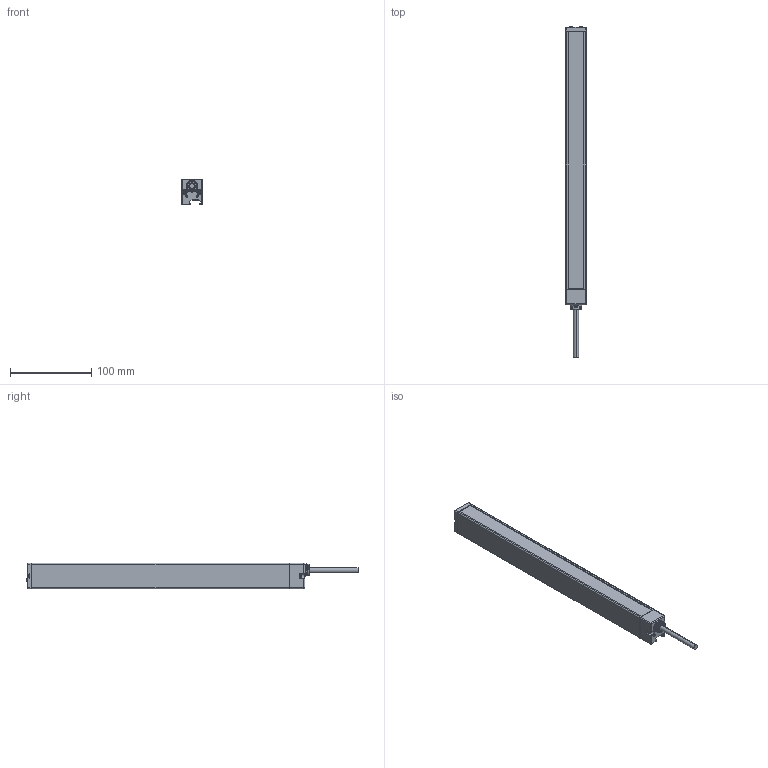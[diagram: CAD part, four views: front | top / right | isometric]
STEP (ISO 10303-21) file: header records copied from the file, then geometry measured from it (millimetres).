
FILE_DESCRIPTION((''),'2;1');
FILE_NAME('158560_SW','2012-12-03T',('banengservice'),('BANNER ENGINEERING'),'PRO/ENGINEER BY PARAMETRIC TECHNOLOGY CORPORATION, 2009141','PRO/ENGINEER BY PARAMETRIC TECHNOLOGY CORPORATION, 2009141','');
FILE_SCHEMA(('CONFIG_CONTROL_DESIGN'));
Length unit declared in the file: inch
Products named in the file (1): 158560_SW
Bounding box: 25.4 x 409.1 x 31.75 mm (x, y, z)
Volume: 87061.4 mm3; surface area: 98489.3 mm2
Topology: 2 solids, 2 shells, 973 faces, 2677 edges, 1693 vertices
Faces by surface type: plane 557, cylinder 310, torus 75, cone 17, bspline 10, sphere 4
Entity records: 31601 total; most frequent: CARTESIAN_POINT 6179, DIRECTION 5361, ORIENTED_EDGE 5354, EDGE_CURVE 2677, VECTOR 1827, LINE 1827, AXIS2_PLACEMENT_3D 1767, VERTEX_POINT 1693
